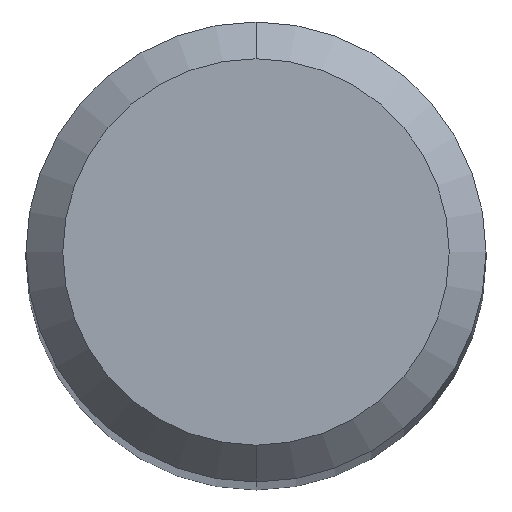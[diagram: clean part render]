
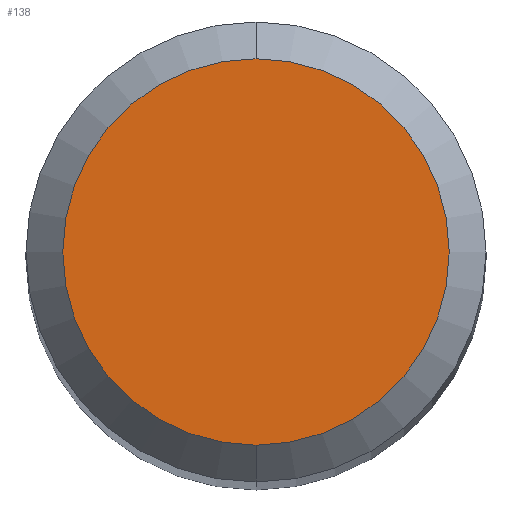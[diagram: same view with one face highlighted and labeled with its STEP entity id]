
A CAD part, top view. The second image highlights one B-rep face of the part: STEP entity #138.
In plain terms, the highlighted planar face has unit normal (0, 0, 1).
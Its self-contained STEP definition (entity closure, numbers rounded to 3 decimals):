
#138=ADVANCED_FACE('',(#344),#345,.T.);
#144=EDGE_CURVE('',#296,#238,#351,.T.);
#160=EDGE_CURVE('',#238,#296,#367,.T.);
#238=VERTEX_POINT('',#455);
#296=VERTEX_POINT('',#521);
#344=FACE_OUTER_BOUND('',#571,.T.);
#345=PLANE('',#572);
#351=CIRCLE('',#581,2.1);
#367=CIRCLE('',#604,2.1);
#455=CARTESIAN_POINT('',(0.,-2.1,48.91));
#521=CARTESIAN_POINT('',(0.0,2.1,48.91));
#571=EDGE_LOOP('',(#841,#842));
#572=AXIS2_PLACEMENT_3D('',#843,#844,#845);
#581=AXIS2_PLACEMENT_3D('',#847,#848,#849);
#604=AXIS2_PLACEMENT_3D('',#862,#863,#864);
#841=ORIENTED_EDGE('',*,*,#144,.F.);
#842=ORIENTED_EDGE('',*,*,#160,.F.);
#843=CARTESIAN_POINT('',(0.0,1.05,48.91));
#844=DIRECTION('',(-0.0,0.0,1.0));
#845=DIRECTION('',(0.0,-1.0,0.0));
#847=CARTESIAN_POINT('',(0.0,0.0,48.91));
#848=DIRECTION('',(0.0,0.0,-1.0));
#849=DIRECTION('',(0.0,1.0,0.0));
#862=CARTESIAN_POINT('',(0.0,0.0,48.91));
#863=DIRECTION('',(0.0,0.0,-1.0));
#864=DIRECTION('',(0.0,1.0,0.0));
